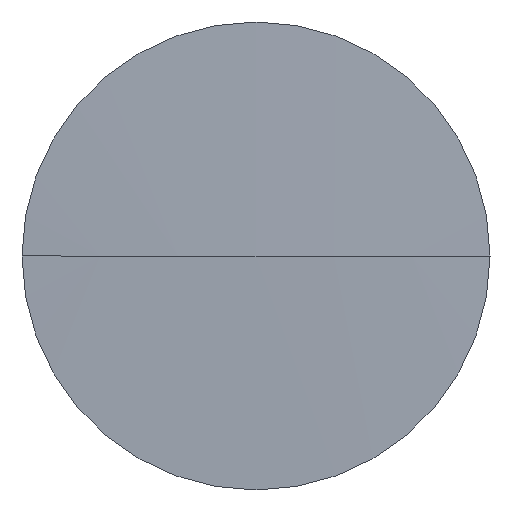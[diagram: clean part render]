
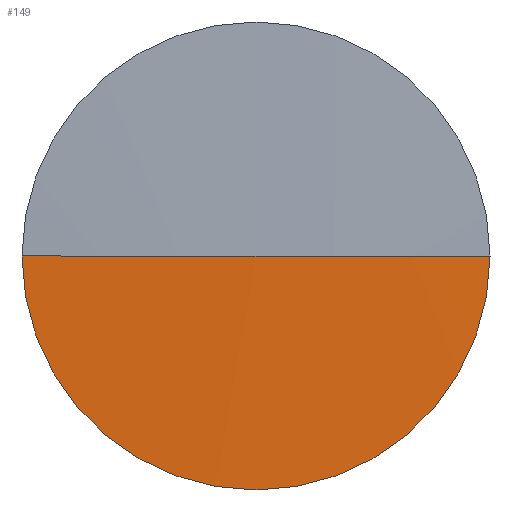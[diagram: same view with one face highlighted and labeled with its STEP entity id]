
A CAD part, left-side view. The second image highlights one B-rep face of the part: STEP entity #149.
In plain terms, the highlighted spherical face has radius 175 mm.
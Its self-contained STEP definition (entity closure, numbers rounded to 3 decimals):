
#2 = DIRECTION ( 'NONE',  ( 0., 0., -1. ) ) ;
#4 = CARTESIAN_POINT ( 'NONE',  ( 61.418, 38.858, 0. ) ) ;
#15 = ORIENTED_EDGE ( 'NONE', *, *, #99, .T. ) ;
#19 = CARTESIAN_POINT ( 'NONE',  ( 61.418, 32.608, 0. ) ) ;
#20 = DIRECTION ( 'NONE',  ( 1., 0., 0. ) ) ;
#21 = DIRECTION ( 'NONE',  ( 0., 0., -1. ) ) ;
#22 = CARTESIAN_POINT ( 'NONE',  ( 236.306, 32.608, 0. ) ) ;
#27 = VERTEX_POINT ( 'NONE', #65 ) ;
#31 = AXIS2_PLACEMENT_3D ( 'NONE', #19, #132, #35 ) ;
#32 = SPHERICAL_SURFACE ( 'NONE', #190, 175. ) ;
#35 = DIRECTION ( 'NONE',  ( 0., -1., 0. ) ) ;
#54 = AXIS2_PLACEMENT_3D ( 'NONE', #66, #21, #85 ) ;
#65 = CARTESIAN_POINT ( 'NONE',  ( 61.418, 26.358, 0. ) ) ;
#66 = CARTESIAN_POINT ( 'NONE',  ( 236.306, 32.608, 0. ) ) ;
#78 = CIRCLE ( 'NONE', #54, 175. ) ;
#81 = AXIS2_PLACEMENT_3D ( 'NONE', #178, #133, #20 ) ;
#85 = DIRECTION ( 'NONE',  ( 0., 1., 0. ) ) ;
#92 = CIRCLE ( 'NONE', #81, 175. ) ;
#99 = EDGE_CURVE ( 'NONE', #27, #127, #78, .T. ) ;
#107 = EDGE_CURVE ( 'NONE', #161, #27, #186, .T. ) ;
#109 = ORIENTED_EDGE ( 'NONE', *, *, #107, .T. ) ;
#122 = EDGE_LOOP ( 'NONE', ( #109, #15, #145 ) ) ;
#127 = VERTEX_POINT ( 'NONE', #177 ) ;
#131 = DIRECTION ( 'NONE',  ( 0., 1., 0. ) ) ;
#132 = DIRECTION ( 'NONE',  ( -1., 0., 0. ) ) ;
#133 = DIRECTION ( 'NONE',  ( 0., 0., 1. ) ) ;
#140 = EDGE_CURVE ( 'NONE', #161, #127, #92, .T. ) ;
#145 = ORIENTED_EDGE ( 'NONE', *, *, #140, .F. ) ;
#149 = ADVANCED_FACE ( 'NONE', ( #189 ), #32, .T. ) ;
#161 = VERTEX_POINT ( 'NONE', #4 ) ;
#177 = CARTESIAN_POINT ( 'NONE',  ( 61.306, 32.608, 0. ) ) ;
#178 = CARTESIAN_POINT ( 'NONE',  ( 236.306, 32.608, 0. ) ) ;
#186 = CIRCLE ( 'NONE', #31, 6.25 ) ;
#189 = FACE_OUTER_BOUND ( 'NONE', #122, .T. ) ;
#190 = AXIS2_PLACEMENT_3D ( 'NONE', #22, #2, #131 ) ;
